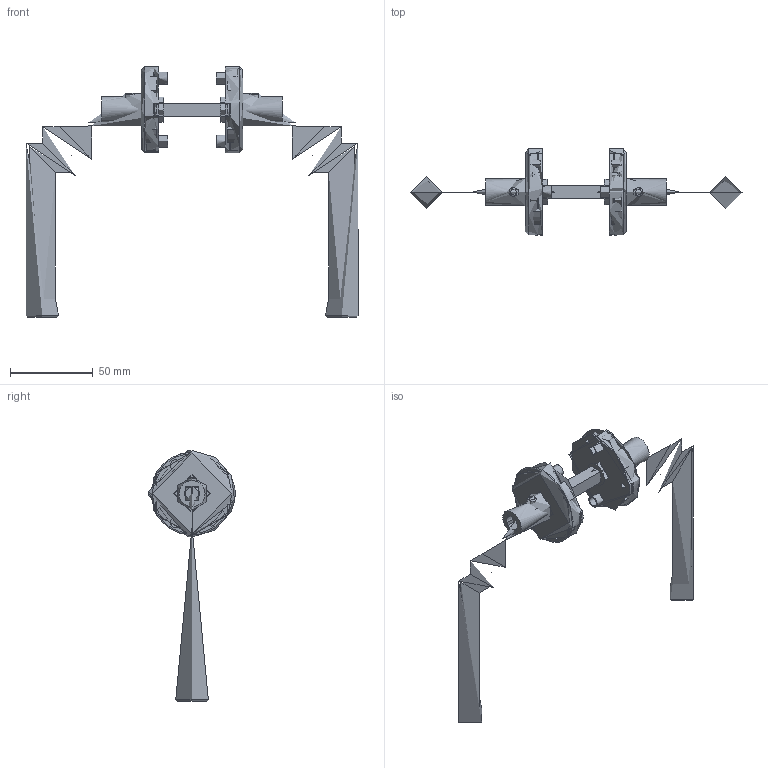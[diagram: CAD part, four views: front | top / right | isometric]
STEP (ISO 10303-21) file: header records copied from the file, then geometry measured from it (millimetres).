
FILE_DESCRIPTION (( 'STEP AP203' ), '1' );
FILE_NAME ('407-VA.step', '2019-11-26T14:03:17', ( '' ), ( '' ), 'SwSTEP 2.0', 'SolidWorks 2015', '' );
FILE_SCHEMA (( 'CONFIG_CONTROL_DESIGN' ));
Length unit declared in the file: millimetre
Products named in the file (16): 4XX-VA Teil1; DIN914; 4XX-VA Teil4_4XX-VA Teil4; 4XX-VA Teil2; 4XX-VA Teil1_407-VA Teil1; 4XX-VA Teil2_4XX-VA Teil2; DIN914_DIN 914 M6x6; 4XX-VA Teil3_4XX-VA Teil3; 4XX-VA Teil3; 407-VA; 4XX-VA Teil4
Assembly tree (13 placements, depth 2):
  4XX-VA Teil2
  4XX-VA Teil2
  4XX-VA Teil3
  407-VA
    DIN914
    DIN914
    4XX-VA Teil1
    4XX-VA Teil1
  4XX-VA Teil3
Bounding box: 200 x 51.98 x 151.2 mm (x, y, z)
Volume: 89487.7 mm3; surface area: 80128.8 mm2
Topology: 11 solids, 11 shells, 658 faces, 1716 edges, 1152 vertices
Faces by surface type: plane 366, cylinder 128, bspline 116, cone 30, torus 14, sphere 4
Full cylindrical faces by diameter (mm): 3.7 x6, 5 x4, 5.5 x4, 6 x2, 6.1 x6, 7.1 x4, 7.3 x4, 8 x4, 15.2 x2, 15.4 x2, 15.7 x14, 16.2 x2, 19.6 x12, 21.4 x2, 22.6 x2, 50 x2, 52 x2
Entity records: 18541 total; most frequent: CARTESIAN_POINT 9181, ORIENTED_EDGE 1612, DIRECTION 1415, EDGE_CURVE 806, VERTEX_POINT 556, LINE 509, VECTOR 509, AXIS2_PLACEMENT_3D 453
